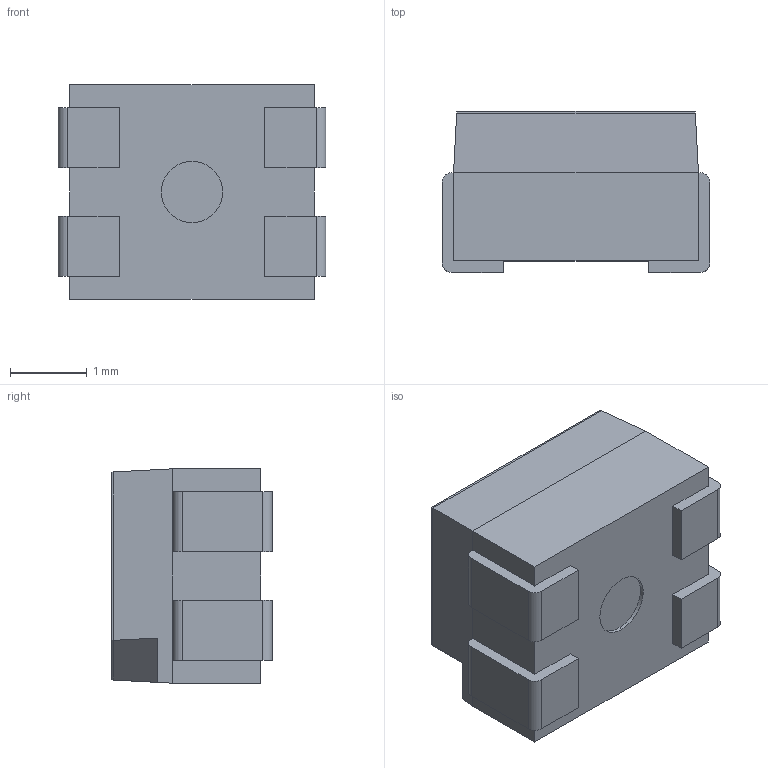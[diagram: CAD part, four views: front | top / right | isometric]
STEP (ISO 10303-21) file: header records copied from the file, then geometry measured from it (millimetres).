
FILE_DESCRIPTION (( 'STEP AP214' ), '1' );
FILE_NAME ('150141M173100.STEP', '2024-02-14T15:56:05', ( '' ), ( '' ), 'SwSTEP 2.0', 'SolidWorks 2021', '' );
FILE_SCHEMA (( 'AUTOMOTIVE_DESIGN' ));
Length unit declared in the file: millimetre
Products named in the file (1): 150141M173100
Bounding box: 3.5 x 2.1 x 2.8 mm (x, y, z)
Volume: 16 mm3; surface area: 66.3 mm2
Topology: 6 solids, 6 shells, 67 faces, 155 edges, 102 vertices
Faces by surface type: plane 53, cylinder 10, cone 4
Entity records: 1968 total; most frequent: CARTESIAN_POINT 325, DIRECTION 319, ORIENTED_EDGE 310, EDGE_CURVE 155, LINE 127, VECTOR 127, VERTEX_POINT 102, AXIS2_PLACEMENT_3D 96
